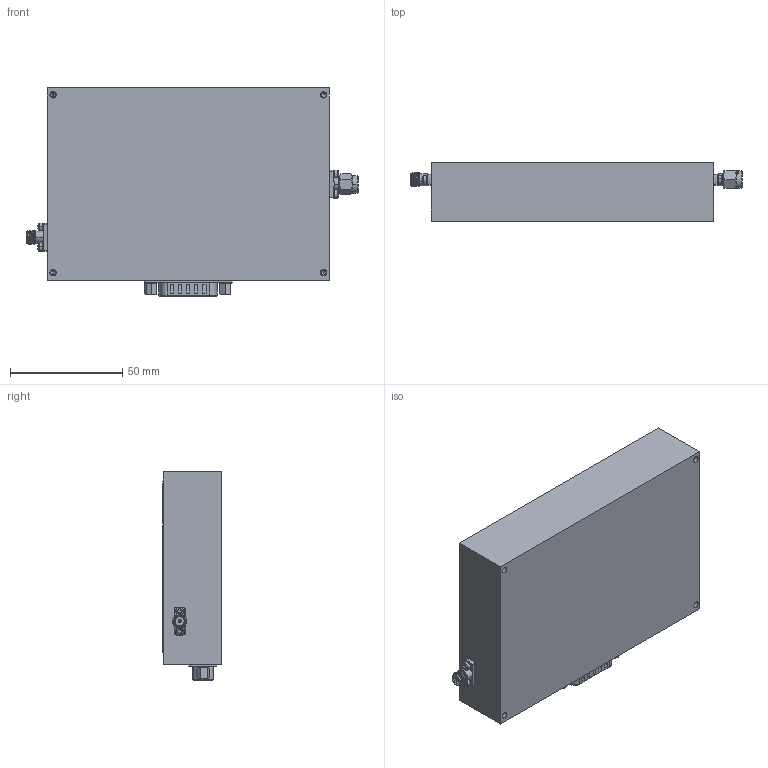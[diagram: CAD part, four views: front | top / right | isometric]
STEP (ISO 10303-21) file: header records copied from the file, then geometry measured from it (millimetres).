
FILE_DESCRIPTION (( 'STEP AP214' ), '1' );
FILE_NAME ('PS-360-0R5G2G-10B-SFF-7720A Outline.STEP', '2023-12-07T21:06:31', ( '' ), ( '' ), 'SwSTEP 2.0', 'SolidWorks 2023', '' );
FILE_SCHEMA (( 'AUTOMOTIVE_DESIGN' ));
Length unit declared in the file: inch
Products named in the file (1): PS-360-0R5G2G-10B-SFF-7720A Outline
Bounding box: 148.01 x 26.04 x 92.75 mm (x, y, z)
Volume: 280212.4 mm3; surface area: 55102.4 mm2
Topology: 24 solids, 24 shells, 1323 faces, 4681 edges, 3614 vertices
Faces by surface type: plane 692, cylinder 350, cone 100, bspline 91, torus 74, sphere 16
Entity records: 58045 total; most frequent: CARTESIAN_POINT 17057, ORIENTED_EDGE 9298, DIRECTION 7455, EDGE_CURVE 4649, VERTEX_POINT 3614, VECTOR 2961, LINE 2961, AXIS2_PLACEMENT_3D 2247
